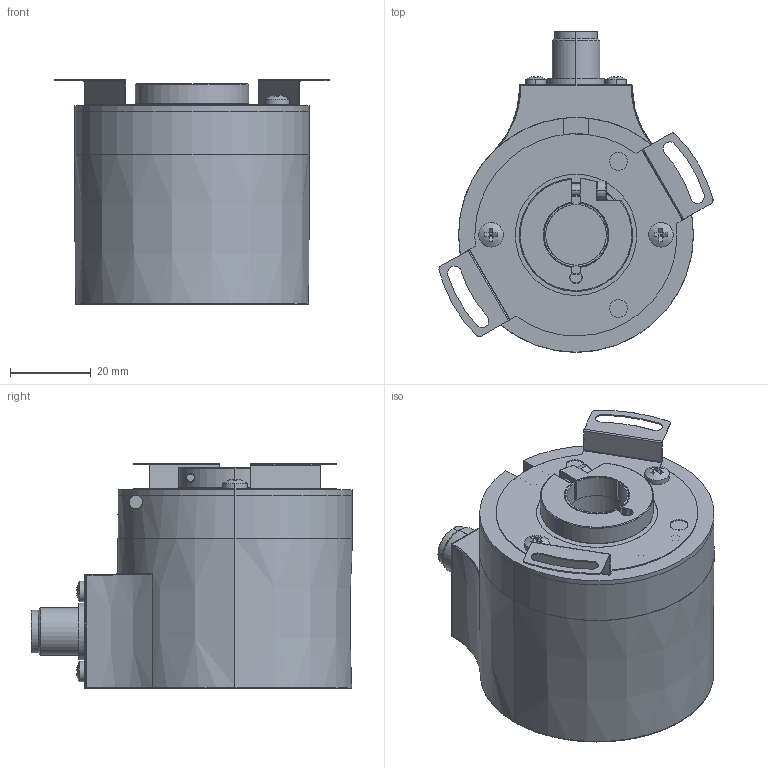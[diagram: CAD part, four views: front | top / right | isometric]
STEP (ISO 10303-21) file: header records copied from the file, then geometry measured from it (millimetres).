
FILE_DESCRIPTION (( 'STEP AP214' ), '1' );
FILE_NAME ('AQ59H-PRG-HZC15-M12.STEP', '2024-10-23T14:36:31', ( '' ), ( '' ), 'SwSTEP 2.0', 'SolidWorks 2021', '' );
FILE_SCHEMA (( 'AUTOMOTIVE_DESIGN' ));
Length unit declared in the file: inch
Products named in the file (1): AQ59H-PRG-HZC15-M12
Bounding box: 67.79 x 79.39 x 55.53 mm (x, y, z)
Volume: 4605.1 mm3; surface area: 43365.2 mm2
Topology: 8 solids, 10 shells, 1089 faces, 2738 edges, 1735 vertices
Faces by surface type: plane 505, cylinder 305, bspline 178, cone 101
Entity records: 59914 total; most frequent: CARTESIAN_POINT 35383, ORIENTED_EDGE 5444, DIRECTION 4470, EDGE_CURVE 2722, VERTEX_POINT 1735, AXIS2_PLACEMENT_3D 1579, VECTOR 1312, LINE 1312
